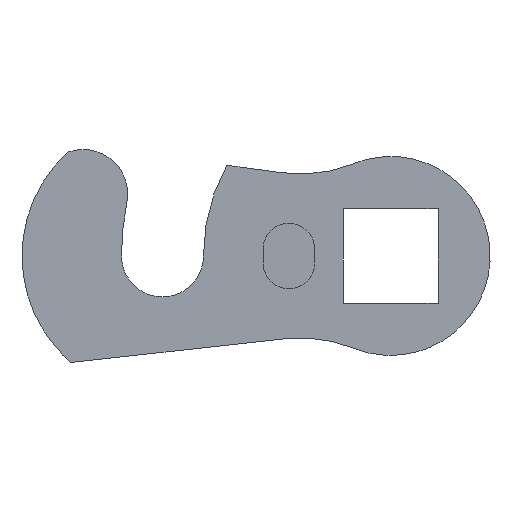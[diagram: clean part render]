
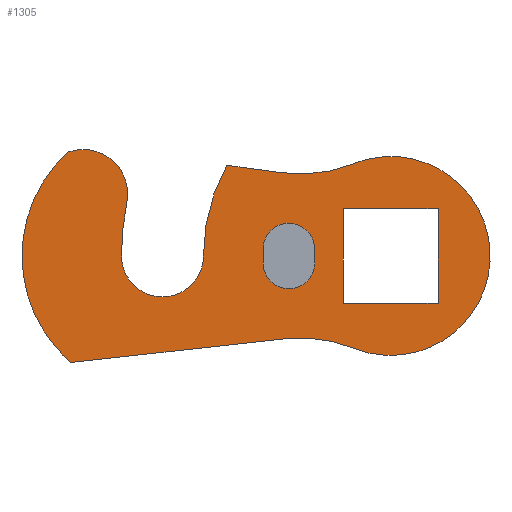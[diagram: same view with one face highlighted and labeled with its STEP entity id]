
A CAD part, front view. The second image highlights one B-rep face of the part: STEP entity #1305.
In plain terms, the highlighted free-form (B-spline) face has degree [1, 1] with [2, 2] control points.
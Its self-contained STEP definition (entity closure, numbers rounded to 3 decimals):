
#502=CARTESIAN_POINT('',(-10.9,0.0,-0.6));
#503=VERTEX_POINT('',#502);
#504=CARTESIAN_POINT('',(-6.5,0.0,-0.6));
#505=VERTEX_POINT('',#504);
#506=CARTESIAN_POINT('',(-10.9,0.0,-0.6));
#507=CARTESIAN_POINT('',(-10.9,0.0,-2.8));
#508=CARTESIAN_POINT('',(-8.7,0.0,-2.8));
#509=CARTESIAN_POINT('',(-6.5,0.0,-2.8));
#510=CARTESIAN_POINT('',(-6.5,0.0,-0.6));
#518=(BOUNDED_CURVE()B_SPLINE_CURVE(2,(#506,#507,#508,#509,#510),.UNSPECIFIED.,.F.,.U.)B_SPLINE_CURVE_WITH_KNOTS((3,2,3),(0.0,0.5,1.0),.UNSPECIFIED.)CURVE()GEOMETRIC_REPRESENTATION_ITEM()RATIONAL_B_SPLINE_CURVE((1.0,0.707,1.0,0.707,1.0))REPRESENTATION_ITEM(''));
#519=EDGE_CURVE('',#503,#505,#518,.T.);
#540=CARTESIAN_POINT('',(-10.9,0.0,0.6));
#541=VERTEX_POINT('',#540);
#542=CARTESIAN_POINT('',(-10.9,0.0,0.6));
#543=CARTESIAN_POINT('',(-10.9,0.0,-0.6));
#544=QUASI_UNIFORM_CURVE('',1,(#542,#543),.UNSPECIFIED.,.F.,.U.);
#545=EDGE_CURVE('',#541,#503,#544,.T.);
#575=CARTESIAN_POINT('',(-6.5,0.0,0.6));
#576=VERTEX_POINT('',#575);
#577=CARTESIAN_POINT('',(-6.5,0.0,0.6));
#578=CARTESIAN_POINT('',(-6.5,0.0,2.8));
#579=CARTESIAN_POINT('',(-8.7,0.0,2.8));
#580=CARTESIAN_POINT('',(-10.9,0.0,2.8));
#581=CARTESIAN_POINT('',(-10.9,0.0,0.6));
#589=(BOUNDED_CURVE()B_SPLINE_CURVE(2,(#577,#578,#579,#580,#581),.UNSPECIFIED.,.F.,.U.)B_SPLINE_CURVE_WITH_KNOTS((3,2,3),(0.0,0.5,1.0),.UNSPECIFIED.)CURVE()GEOMETRIC_REPRESENTATION_ITEM()RATIONAL_B_SPLINE_CURVE((1.0,0.707,1.0,0.707,1.0))REPRESENTATION_ITEM(''));
#590=EDGE_CURVE('',#576,#541,#589,.T.);
#607=CARTESIAN_POINT('',(-6.5,0.0,-0.6));
#608=CARTESIAN_POINT('',(-6.5,0.0,0.6));
#609=QUASI_UNIFORM_CURVE('',1,(#607,#608),.UNSPECIFIED.,.F.,.U.);
#610=EDGE_CURVE('',#505,#576,#609,.T.);
#813=CARTESIAN_POINT('',(4.05,0.0,-4.05));
#814=VERTEX_POINT('',#813);
#815=CARTESIAN_POINT('',(-4.05,0.0,-4.05));
#816=VERTEX_POINT('',#815);
#817=CARTESIAN_POINT('',(4.05,0.0,-4.05));
#818=CARTESIAN_POINT('',(-4.05,0.0,-4.05));
#819=QUASI_UNIFORM_CURVE('',1,(#817,#818),.UNSPECIFIED.,.F.,.U.);
#820=EDGE_CURVE('',#814,#816,#819,.T.);
#850=CARTESIAN_POINT('',(-3.192,0.0,-7.878));
#851=VERTEX_POINT('',#850);
#852=CARTESIAN_POINT('',(-9.018,0.0,-7.073));
#853=VERTEX_POINT('',#852);
#854=CARTESIAN_POINT('',(-3.192,0.0,-7.878));
#855=CARTESIAN_POINT('',(-6.003,0.0,-6.739));
#856=CARTESIAN_POINT('',(-9.018,0.0,-7.073));
#864=(BOUNDED_CURVE()B_SPLINE_CURVE(2,(#854,#855,#856),.UNSPECIFIED.,.F.,.U.)CURVE()GEOMETRIC_REPRESENTATION_ITEM()QUASI_UNIFORM_CURVE()RATIONAL_B_SPLINE_CURVE((1.0,0.97,1.0))REPRESENTATION_ITEM(''));
#865=EDGE_CURVE('',#851,#853,#864,.T.);
#886=CARTESIAN_POINT('',(-27.322,0.0,-9.1));
#887=VERTEX_POINT('',#886);
#888=CARTESIAN_POINT('',(-27.322,0.0,-9.1));
#889=CARTESIAN_POINT('',(-9.018,0.0,-7.073));
#890=QUASI_UNIFORM_CURVE('',1,(#888,#889),.UNSPECIFIED.,.F.,.U.);
#891=EDGE_CURVE('',#887,#853,#890,.T.);
#917=CARTESIAN_POINT('',(-27.589,0.0,8.864));
#918=VERTEX_POINT('',#917);
#919=CARTESIAN_POINT('',(-27.589,0.0,8.864));
#920=CARTESIAN_POINT('',(-31.579,0.0,5.223));
#921=CARTESIAN_POINT('',(-31.499,0.0,-0.178));
#922=CARTESIAN_POINT('',(-31.419,0.0,-5.579));
#923=CARTESIAN_POINT('',(-27.322,0.0,-9.1));
#931=(BOUNDED_CURVE()B_SPLINE_CURVE(2,(#919,#920,#921,#922,#923),.UNSPECIFIED.,.F.,.U.)B_SPLINE_CURVE_WITH_KNOTS((3,2,3),(0.0,0.5,1.0),.UNSPECIFIED.)CURVE()GEOMETRIC_REPRESENTATION_ITEM()RATIONAL_B_SPLINE_CURVE((1.0,0.912,1.0,0.912,1.0))REPRESENTATION_ITEM(''));
#932=EDGE_CURVE('',#918,#887,#931,.T.);
#958=CARTESIAN_POINT('',(-22.546,0.0,4.549));
#959=VERTEX_POINT('',#958);
#960=CARTESIAN_POINT('',(-22.546,0.0,4.549));
#961=CARTESIAN_POINT('',(-22.104,0.0,6.736));
#962=CARTESIAN_POINT('',(-23.8,0.0,8.187));
#963=CARTESIAN_POINT('',(-25.496,0.0,9.638));
#964=CARTESIAN_POINT('',(-27.589,0.0,8.864));
#972=(BOUNDED_CURVE()B_SPLINE_CURVE(2,(#960,#961,#962,#963,#964),.UNSPECIFIED.,.F.,.U.)B_SPLINE_CURVE_WITH_KNOTS((3,2,3),(0.0,0.5,1.0),.UNSPECIFIED.)CURVE()GEOMETRIC_REPRESENTATION_ITEM()RATIONAL_B_SPLINE_CURVE((1.0,0.862,1.0,0.862,1.0))REPRESENTATION_ITEM(''));
#973=EDGE_CURVE('',#959,#918,#972,.T.);
#999=CARTESIAN_POINT('',(-23.,0.0,0.));
#1000=VERTEX_POINT('',#999);
#1001=CARTESIAN_POINT('',(-22.546,0.0,4.549));
#1002=CARTESIAN_POINT('',(-23.,0.0,2.297));
#1003=CARTESIAN_POINT('',(-23.,0.0,0.));
#1011=(BOUNDED_CURVE()B_SPLINE_CURVE(2,(#1001,#1002,#1003),.UNSPECIFIED.,.F.,.U.)CURVE()GEOMETRIC_REPRESENTATION_ITEM()QUASI_UNIFORM_CURVE()RATIONAL_B_SPLINE_CURVE((1.0,0.995,1.0))REPRESENTATION_ITEM(''));
#1012=EDGE_CURVE('',#959,#1000,#1011,.T.);
#1042=CARTESIAN_POINT('',(-16.,0.0,0.));
#1043=VERTEX_POINT('',#1042);
#1044=CARTESIAN_POINT('',(-23.,0.0,0.));
#1045=CARTESIAN_POINT('',(-23.,0.0,-2.021));
#1046=CARTESIAN_POINT('',(-21.25,0.0,-3.031));
#1047=CARTESIAN_POINT('',(-19.5,0.0,-4.041));
#1048=CARTESIAN_POINT('',(-17.75,0.0,-3.031));
#1049=CARTESIAN_POINT('',(-16.,0.0,-2.021));
#1050=CARTESIAN_POINT('',(-16.,0.0,0.));
#1058=(BOUNDED_CURVE()B_SPLINE_CURVE(2,(#1044,#1045,#1046,#1047,#1048,#1049,#1050),.UNSPECIFIED.,.F.,.U.)B_SPLINE_CURVE_WITH_KNOTS((3,2,2,3),(0.0,0.333,0.667,1.0),.UNSPECIFIED.)CURVE()GEOMETRIC_REPRESENTATION_ITEM()RATIONAL_B_SPLINE_CURVE((1.0,0.866,1.0,0.866,1.0,0.866,1.0))REPRESENTATION_ITEM(''));
#1059=EDGE_CURVE('',#1000,#1043,#1058,.T.);
#1085=CARTESIAN_POINT('',(-13.998,0.0,7.749));
#1086=VERTEX_POINT('',#1085);
#1087=CARTESIAN_POINT('',(-13.998,0.0,7.749));
#1088=CARTESIAN_POINT('',(-16.,0.0,4.133));
#1089=CARTESIAN_POINT('',(-16.,0.0,0.0));
#1097=(BOUNDED_CURVE()B_SPLINE_CURVE(2,(#1087,#1088,#1089),.UNSPECIFIED.,.F.,.U.)CURVE()GEOMETRIC_REPRESENTATION_ITEM()QUASI_UNIFORM_CURVE()RATIONAL_B_SPLINE_CURVE((1.0,0.968,1.0))REPRESENTATION_ITEM(''));
#1098=EDGE_CURVE('',#1086,#1043,#1097,.T.);
#1115=CARTESIAN_POINT('',(-9.32,0.0,7.11));
#1116=VERTEX_POINT('',#1115);
#1117=CARTESIAN_POINT('',(-9.32,0.0,7.11));
#1118=CARTESIAN_POINT('',(-13.998,0.0,7.749));
#1119=QUASI_UNIFORM_CURVE('',1,(#1117,#1118),.UNSPECIFIED.,.F.,.U.);
#1120=EDGE_CURVE('',#1116,#1086,#1119,.T.);
#1146=CARTESIAN_POINT('',(-3.192,0.0,7.878));
#1147=VERTEX_POINT('',#1146);
#1148=CARTESIAN_POINT('',(-9.32,0.0,7.11));
#1149=CARTESIAN_POINT('',(-6.154,0.0,6.678));
#1150=CARTESIAN_POINT('',(-3.192,0.0,7.878));
#1158=(BOUNDED_CURVE()B_SPLINE_CURVE(2,(#1148,#1149,#1150),.UNSPECIFIED.,.F.,.U.)CURVE()GEOMETRIC_REPRESENTATION_ITEM()QUASI_UNIFORM_CURVE()RATIONAL_B_SPLINE_CURVE((1.0,0.966,1.0))REPRESENTATION_ITEM(''));
#1159=EDGE_CURVE('',#1116,#1147,#1158,.T.);
#1193=CARTESIAN_POINT('',(-3.192,0.0,-7.878));
#1194=CARTESIAN_POINT('',(2.821,0.0,-10.314));
#1195=CARTESIAN_POINT('',(6.757,0.0,-5.157));
#1196=CARTESIAN_POINT('',(10.693,0.0,0.));
#1197=CARTESIAN_POINT('',(6.757,0.0,5.157));
#1198=CARTESIAN_POINT('',(2.821,0.0,10.314));
#1199=CARTESIAN_POINT('',(-3.192,0.0,7.878));
#1207=(BOUNDED_CURVE()B_SPLINE_CURVE(2,(#1193,#1194,#1195,#1196,#1197,#1198,#1199),.UNSPECIFIED.,.F.,.U.)B_SPLINE_CURVE_WITH_KNOTS((3,2,2,3),(0.0,0.333,0.667,1.0),.UNSPECIFIED.)CURVE()GEOMETRIC_REPRESENTATION_ITEM()RATIONAL_B_SPLINE_CURVE((1.0,0.795,1.0,0.795,1.0,0.795,1.0))REPRESENTATION_ITEM(''));
#1208=EDGE_CURVE('',#851,#1147,#1207,.T.);
#1221=CARTESIAN_POINT('',(4.05,0.0,4.05));
#1222=VERTEX_POINT('',#1221);
#1223=CARTESIAN_POINT('',(4.05,0.0,4.05));
#1224=CARTESIAN_POINT('',(4.05,0.0,-4.05));
#1225=QUASI_UNIFORM_CURVE('',1,(#1223,#1224),.UNSPECIFIED.,.F.,.U.);
#1226=EDGE_CURVE('',#1222,#814,#1225,.T.);
#1243=CARTESIAN_POINT('',(-4.05,0.0,4.05));
#1244=VERTEX_POINT('',#1243);
#1245=CARTESIAN_POINT('',(-4.05,0.0,4.05));
#1246=CARTESIAN_POINT('',(4.05,0.0,4.05));
#1247=QUASI_UNIFORM_CURVE('',1,(#1245,#1246),.UNSPECIFIED.,.F.,.U.);
#1248=EDGE_CURVE('',#1244,#1222,#1247,.T.);
#1265=CARTESIAN_POINT('',(-4.05,0.0,-4.05));
#1266=CARTESIAN_POINT('',(-4.05,0.0,4.05));
#1267=QUASI_UNIFORM_CURVE('',1,(#1265,#1266),.UNSPECIFIED.,.F.,.U.);
#1268=EDGE_CURVE('',#816,#1244,#1267,.T.);
#1276=CARTESIAN_POINT('',(-33.498,0.0,10.009));
#1277=CARTESIAN_POINT('',(10.498,0.0,10.009));
#1278=CARTESIAN_POINT('',(-33.498,0.0,-10.009));
#1279=CARTESIAN_POINT('',(10.498,0.0,-10.009));
#1280=B_SPLINE_SURFACE_WITH_KNOTS('',1,1,((#1276,#1278),(#1277,#1279)),.UNSPECIFIED.,.F.,.F.,.U.,(2,2),(2,2),(0.0,43.996),(0.0,20.018),.UNSPECIFIED.);
#1281=ORIENTED_EDGE('',*,*,#1208,.T.);
#1282=ORIENTED_EDGE('',*,*,#1159,.F.);
#1283=ORIENTED_EDGE('',*,*,#1120,.T.);
#1284=ORIENTED_EDGE('',*,*,#1098,.T.);
#1285=ORIENTED_EDGE('',*,*,#1059,.F.);
#1286=ORIENTED_EDGE('',*,*,#1012,.F.);
#1287=ORIENTED_EDGE('',*,*,#973,.T.);
#1288=ORIENTED_EDGE('',*,*,#932,.T.);
#1289=ORIENTED_EDGE('',*,*,#891,.T.);
#1290=ORIENTED_EDGE('',*,*,#865,.F.);
#1291=EDGE_LOOP('',(#1281,#1282,#1283,#1284,#1285,#1286,#1287,#1288,#1289,#1290));
#1292=FACE_OUTER_BOUND('',#1291,.T.);
#1293=ORIENTED_EDGE('',*,*,#1268,.T.);
#1294=ORIENTED_EDGE('',*,*,#1248,.T.);
#1295=ORIENTED_EDGE('',*,*,#1226,.T.);
#1296=ORIENTED_EDGE('',*,*,#820,.T.);
#1297=EDGE_LOOP('',(#1293,#1294,#1295,#1296));
#1298=FACE_BOUND('',#1297,.T.);
#1299=ORIENTED_EDGE('',*,*,#590,.F.);
#1300=ORIENTED_EDGE('',*,*,#610,.F.);
#1301=ORIENTED_EDGE('',*,*,#519,.F.);
#1302=ORIENTED_EDGE('',*,*,#545,.F.);
#1303=EDGE_LOOP('',(#1299,#1300,#1301,#1302));
#1304=FACE_BOUND('',#1303,.T.);
#1305=ADVANCED_FACE('',(#1292,#1298,#1304),#1280,.F.);
